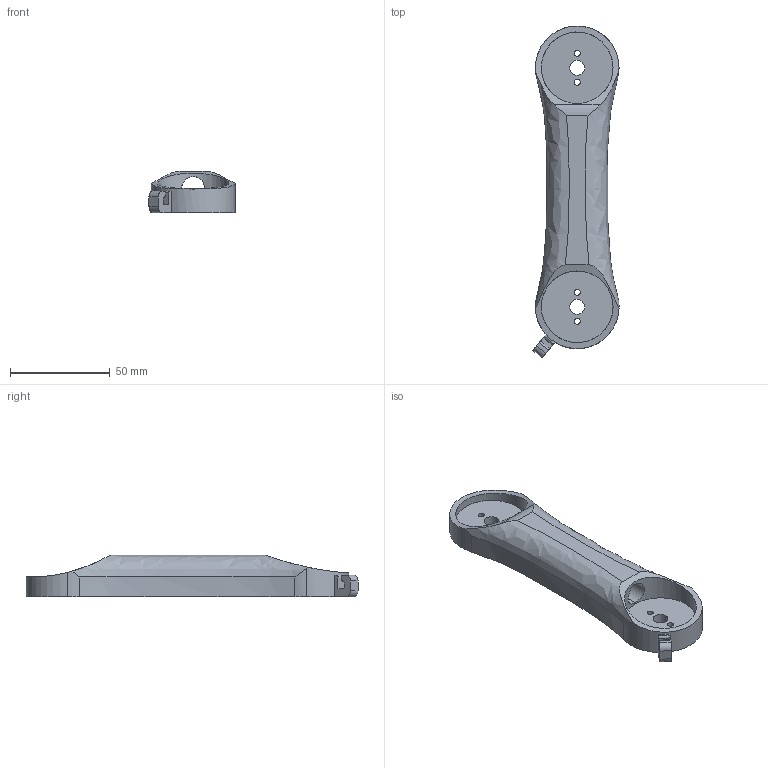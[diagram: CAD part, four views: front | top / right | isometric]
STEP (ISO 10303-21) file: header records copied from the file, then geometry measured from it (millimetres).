
FILE_DESCRIPTION (( 'STEP AP203' ), '1' );
FILE_NAME ('Arm 01_Default_sldprt.STEP', '2024-04-27T00:26:42', ( '' ), ( '' ), 'SwSTEP 2.0', 'SolidWorks 2022', '' );
FILE_SCHEMA (( 'CONFIG_CONTROL_DESIGN' ));
Length unit declared in the file: millimetre
Products named in the file (1): Arm 01_Default_sldprt
Bounding box: 43.22 x 166.68 x 21 mm (x, y, z)
Volume: 64389 mm3; surface area: 21768.4 mm2
Topology: 2 solids, 2 shells, 53 faces, 141 edges, 94 vertices
Faces by surface type: cylinder 33, plane 14, bspline 6
Entity records: 2780 total; most frequent: CARTESIAN_POINT 1381, ORIENTED_EDGE 282, DIRECTION 257, EDGE_CURVE 141, AXIS2_PLACEMENT_3D 98, VERTEX_POINT 94, EDGE_LOOP 69, VECTOR 61
